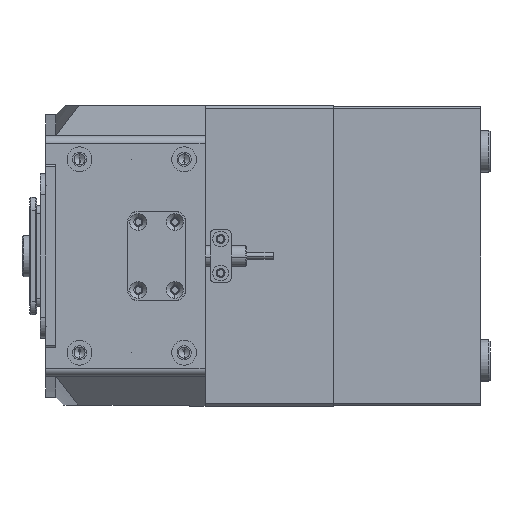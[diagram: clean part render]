
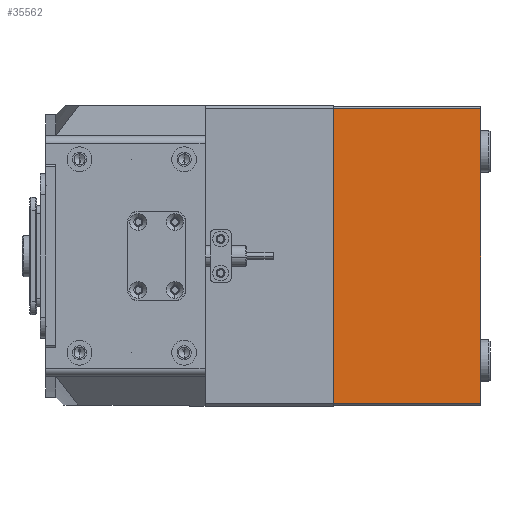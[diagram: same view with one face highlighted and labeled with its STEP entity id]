
A CAD part, left-side view. The second image highlights one B-rep face of the part: STEP entity #35562.
In plain terms, the highlighted planar face has unit normal (-1, 0, 0).
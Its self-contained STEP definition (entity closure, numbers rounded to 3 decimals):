
#2787 = VECTOR ( 'NONE', #49920, 1000. ) ;
#5134 = EDGE_CURVE ( 'NONE', #19134, #49333, #15859, .T. ) ;
#5242 = CARTESIAN_POINT ( 'NONE',  ( -93., 57.3, 0. ) ) ;
#7086 = ORIENTED_EDGE ( 'NONE', *, *, #25424, .T. ) ;
#8843 = VECTOR ( 'NONE', #33106, 1000. ) ;
#9161 = VERTEX_POINT ( 'NONE', #29034 ) ;
#10224 = VECTOR ( 'NONE', #50086, 1000. ) ;
#12088 = CARTESIAN_POINT ( 'NONE',  ( -93., -56.3, 0. ) ) ;
#14289 = VERTEX_POINT ( 'NONE', #15302 ) ;
#15302 = CARTESIAN_POINT ( 'NONE',  ( -93., 56.3, -56.5 ) ) ;
#15310 = DIRECTION ( 'NONE',  ( 0., 0., -1. ) ) ;
#15859 = LINE ( 'NONE', #41988, #2787 ) ;
#16495 = EDGE_LOOP ( 'NONE', ( #29019, #41375, #7086, #46919 ) ) ;
#17287 = CARTESIAN_POINT ( 'NONE',  ( -93., -56.3, -56.5 ) ) ;
#19134 = VERTEX_POINT ( 'NONE', #33155 ) ;
#23872 = LINE ( 'NONE', #5242, #8843 ) ;
#25424 = EDGE_CURVE ( 'NONE', #9161, #14289, #28896, .T. ) ;
#28896 = LINE ( 'NONE', #39175, #34525 ) ;
#29019 = ORIENTED_EDGE ( 'NONE', *, *, #5134, .T. ) ;
#29034 = CARTESIAN_POINT ( 'NONE',  ( -93., 56.3, 0. ) ) ;
#29049 = FACE_OUTER_BOUND ( 'NONE', #16495, .T. ) ;
#30499 = CARTESIAN_POINT ( 'NONE',  ( -93., 57.3, -56. ) ) ;
#33106 = DIRECTION ( 'NONE',  ( 0., 1., 0. ) ) ;
#33155 = CARTESIAN_POINT ( 'NONE',  ( -93., -56.3, -56.5 ) ) ;
#34525 = VECTOR ( 'NONE', #15310, 1000. ) ;
#35043 = PLANE ( 'NONE',  #51560 ) ;
#35562 = ADVANCED_FACE ( 'NONE', ( #29049 ), #35043, .F. ) ;
#38313 = DIRECTION ( 'NONE',  ( 1., 0., 0. ) ) ;
#38607 = EDGE_CURVE ( 'NONE', #19134, #14289, #51284, .T. ) ;
#39023 = DIRECTION ( 'NONE',  ( 0., 1., 0. ) ) ;
#39175 = CARTESIAN_POINT ( 'NONE',  ( -93., 56.3, -56. ) ) ;
#40665 = EDGE_CURVE ( 'NONE', #49333, #9161, #23872, .T. ) ;
#41375 = ORIENTED_EDGE ( 'NONE', *, *, #40665, .T. ) ;
#41988 = CARTESIAN_POINT ( 'NONE',  ( -93., -56.3, -56. ) ) ;
#46919 = ORIENTED_EDGE ( 'NONE', *, *, #38607, .F. ) ;
#49333 = VERTEX_POINT ( 'NONE', #12088 ) ;
#49920 = DIRECTION ( 'NONE',  ( 0., 0., 1. ) ) ;
#50086 = DIRECTION ( 'NONE',  ( 0., 1., 0. ) ) ;
#51284 = LINE ( 'NONE', #17287, #10224 ) ;
#51560 = AXIS2_PLACEMENT_3D ( 'NONE', #30499, #38313, #39023 ) ;
